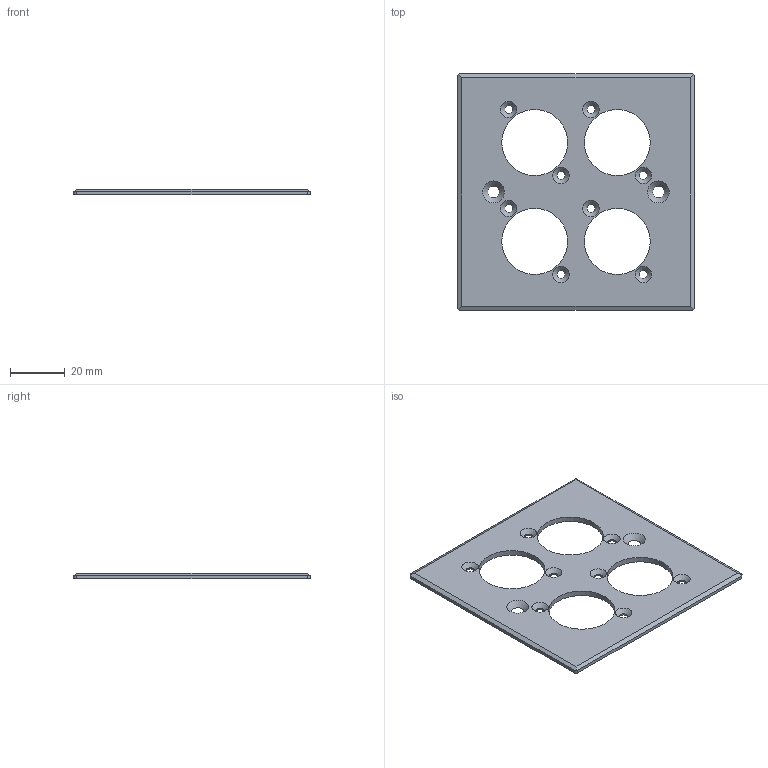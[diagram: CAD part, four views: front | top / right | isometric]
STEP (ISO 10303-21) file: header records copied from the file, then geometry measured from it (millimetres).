
FILE_DESCRIPTION(/* description */ (''),/* implementation_level */ '2;1');
FILE_NAME(/* name */ 'CP30500 faceplate 4x.stp',/* time_stamp */ '2025-04-17T10:04:02+01:00',/* author */ ('tottley'),/* organization */ (''),/* preprocessor_version */ 'ST-DEVELOPER v20',/* originating_system */ 'Autodesk Inventor 2025',/* authorisation */ '');
FILE_SCHEMA (('AUTOMOTIVE_DESIGN { 1 0 10303 214 3 1 1 }'));
Length unit declared in the file: millimetre
Products named in the file (1): CP30500 faceplate 4x
Bounding box: 86 x 86 x 2 mm (x, y, z)
Volume: 10629.8 mm3; surface area: 12225.7 mm2
Topology: 1 solids, 1 shells, 244 faces, 661 edges, 438 vertices
Faces by surface type: plane 166, bspline 52, cylinder 16, cone 10
Full cylindrical faces by diameter (mm): 3 x8, 24 x4
Entity records: 8222 total; most frequent: CARTESIAN_POINT 2020, ORIENTED_EDGE 1322, DIRECTION 991, EDGE_CURVE 661, LINE 509, VECTOR 509, VERTEX_POINT 438, EDGE_LOOP 291
